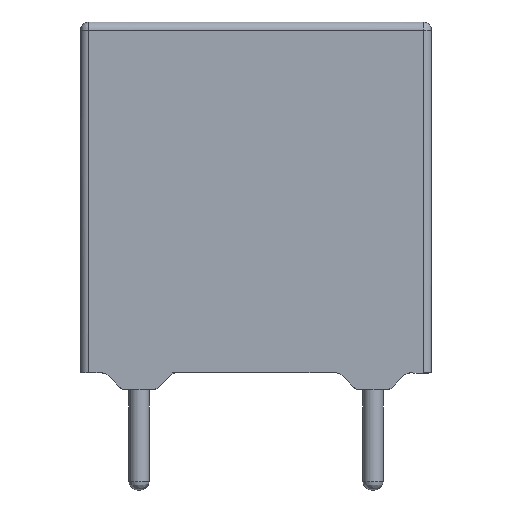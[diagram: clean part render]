
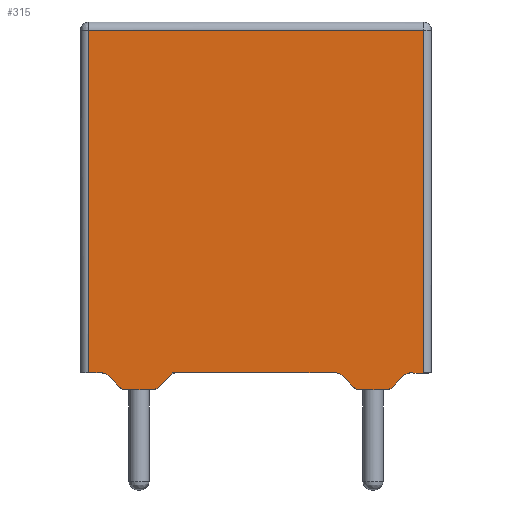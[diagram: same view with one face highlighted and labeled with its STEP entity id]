
A CAD part, front view. The second image highlights one B-rep face of the part: STEP entity #315.
In plain terms, the highlighted planar face has unit normal (0, -1, 0).
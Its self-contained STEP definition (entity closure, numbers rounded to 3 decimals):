
#72=(
BOUNDED_CURVE()
B_SPLINE_CURVE(2,(#2894,#2895,#2896),.UNSPECIFIED.,.F.,.F.)
B_SPLINE_CURVE_WITH_KNOTS((3,3),(0.,0.196),.UNSPECIFIED.)
CURVE()
GEOMETRIC_REPRESENTATION_ITEM()
RATIONAL_B_SPLINE_CURVE((1.,0.924,1.))
REPRESENTATION_ITEM('')
);
#73=(
BOUNDED_CURVE()
B_SPLINE_CURVE(2,(#2909,#2910,#2911),.UNSPECIFIED.,.F.,.F.)
B_SPLINE_CURVE_WITH_KNOTS((3,3),(0.,0.196),.UNSPECIFIED.)
CURVE()
GEOMETRIC_REPRESENTATION_ITEM()
RATIONAL_B_SPLINE_CURVE((1.,0.924,1.))
REPRESENTATION_ITEM('')
);
#75=(
BOUNDED_CURVE()
B_SPLINE_CURVE(2,(#2915,#2916,#2917),.UNSPECIFIED.,.F.,.F.)
B_SPLINE_CURVE_WITH_KNOTS((3,3),(0.,0.196),.UNSPECIFIED.)
CURVE()
GEOMETRIC_REPRESENTATION_ITEM()
RATIONAL_B_SPLINE_CURVE((1.,0.924,1.))
REPRESENTATION_ITEM('')
);
#80=(
BOUNDED_CURVE()
B_SPLINE_CURVE(2,(#2990,#2991,#2992),.UNSPECIFIED.,.F.,.F.)
B_SPLINE_CURVE_WITH_KNOTS((3,3),(0.,0.196),.UNSPECIFIED.)
CURVE()
GEOMETRIC_REPRESENTATION_ITEM()
RATIONAL_B_SPLINE_CURVE((1.,0.924,1.))
REPRESENTATION_ITEM('')
);
#82=(
BOUNDED_CURVE()
B_SPLINE_CURVE(2,(#2995,#2996,#2997),.UNSPECIFIED.,.F.,.F.)
B_SPLINE_CURVE_WITH_KNOTS((3,3),(0.,0.196),.UNSPECIFIED.)
CURVE()
GEOMETRIC_REPRESENTATION_ITEM()
RATIONAL_B_SPLINE_CURVE((1.,0.924,1.))
REPRESENTATION_ITEM('')
);
#84=(
BOUNDED_CURVE()
B_SPLINE_CURVE(2,(#3001,#3002,#3003),.UNSPECIFIED.,.F.,.F.)
B_SPLINE_CURVE_WITH_KNOTS((3,3),(0.,0.196),.UNSPECIFIED.)
CURVE()
GEOMETRIC_REPRESENTATION_ITEM()
RATIONAL_B_SPLINE_CURVE((1.,0.924,1.))
REPRESENTATION_ITEM('')
);
#86=(
BOUNDED_CURVE()
B_SPLINE_CURVE(2,(#3007,#3008,#3009),.UNSPECIFIED.,.F.,.F.)
B_SPLINE_CURVE_WITH_KNOTS((3,3),(0.,0.196),.UNSPECIFIED.)
CURVE()
GEOMETRIC_REPRESENTATION_ITEM()
RATIONAL_B_SPLINE_CURVE((1.,0.924,1.))
REPRESENTATION_ITEM('')
);
#315=ADVANCED_FACE('',(#399),#1856,.T.);
#399=FACE_OUTER_BOUND('',#483,.T.);
#483=EDGE_LOOP('',(#596,#597,#598,#599,#600,#601,#602,#603,#604,#605,#606,
#607,#608,#609,#610,#611,#612,#613,#614));
#596=ORIENTED_EDGE('',*,*,#1233,.F.);
#597=ORIENTED_EDGE('',*,*,#1211,.F.);
#598=ORIENTED_EDGE('',*,*,#1231,.F.);
#599=ORIENTED_EDGE('',*,*,#1210,.F.);
#600=ORIENTED_EDGE('',*,*,#1229,.F.);
#601=ORIENTED_EDGE('',*,*,#1209,.F.);
#602=ORIENTED_EDGE('',*,*,#1227,.F.);
#603=ORIENTED_EDGE('',*,*,#1067,.F.);
#604=ORIENTED_EDGE('',*,*,#1079,.F.);
#605=ORIENTED_EDGE('',*,*,#1080,.F.);
#606=ORIENTED_EDGE('',*,*,#1081,.F.);
#607=ORIENTED_EDGE('',*,*,#1187,.F.);
#608=ORIENTED_EDGE('',*,*,#1205,.F.);
#609=ORIENTED_EDGE('',*,*,#1186,.F.);
#610=ORIENTED_EDGE('',*,*,#1203,.F.);
#611=ORIENTED_EDGE('',*,*,#1185,.F.);
#612=ORIENTED_EDGE('',*,*,#1201,.F.);
#613=ORIENTED_EDGE('',*,*,#1063,.F.);
#614=ORIENTED_EDGE('',*,*,#1212,.F.);
#1063=EDGE_CURVE('',#1600,#1677,#1370,.T.);
#1067=EDGE_CURVE('',#1610,#1706,#1374,.T.);
#1079=EDGE_CURVE('',#1622,#1610,#1386,.T.);
#1080=EDGE_CURVE('',#1623,#1622,#1387,.T.);
#1081=EDGE_CURVE('',#1612,#1623,#1388,.T.);
#1185=EDGE_CURVE('',#1679,#1678,#1443,.T.);
#1186=EDGE_CURVE('',#1681,#1680,#1444,.T.);
#1187=EDGE_CURVE('',#1682,#1612,#1445,.T.);
#1201=EDGE_CURVE('',#1677,#1679,#72,.T.);
#1203=EDGE_CURVE('',#1678,#1681,#73,.T.);
#1205=EDGE_CURVE('',#1680,#1682,#75,.T.);
#1209=EDGE_CURVE('',#1693,#1692,#1460,.T.);
#1210=EDGE_CURVE('',#1695,#1694,#1461,.T.);
#1211=EDGE_CURVE('',#1697,#1696,#1462,.T.);
#1212=EDGE_CURVE('',#1698,#1600,#1463,.T.);
#1227=EDGE_CURVE('',#1706,#1693,#80,.T.);
#1229=EDGE_CURVE('',#1692,#1695,#82,.T.);
#1231=EDGE_CURVE('',#1694,#1697,#84,.T.);
#1233=EDGE_CURVE('',#1696,#1698,#86,.T.);
#1370=B_SPLINE_CURVE_WITH_KNOTS('',1,(#2506,#2507),.UNSPECIFIED.,.F.,.F.,
(2,2),(-4.,-3.146),.UNSPECIFIED.);
#1374=B_SPLINE_CURVE_WITH_KNOTS('',1,(#2514,#2515),.UNSPECIFIED.,.F.,.F.,
(2,2),(-8.667,-8.138),.UNSPECIFIED.);
#1386=B_SPLINE_CURVE_WITH_KNOTS('',1,(#2538,#2539),.UNSPECIFIED.,.F.,.F.,
(2,2),(0.25,10.5),.UNSPECIFIED.);
#1387=B_SPLINE_CURVE_WITH_KNOTS('',1,(#2540,#2541),.UNSPECIFIED.,.F.,.F.,
(2,2),(0.25,10.25),.UNSPECIFIED.);
#1388=B_SPLINE_CURVE_WITH_KNOTS('',1,(#2542,#2543),.UNSPECIFIED.,.F.,.F.,
(2,2),(0.,10.25),.UNSPECIFIED.);
#1443=B_SPLINE_CURVE_WITH_KNOTS('',1,(#2833,#2834),.UNSPECIFIED.,.F.,.F.,
(2,2),(-2.896,-2.104),.UNSPECIFIED.);
#1444=B_SPLINE_CURVE_WITH_KNOTS('',1,(#2835,#2836),.UNSPECIFIED.,.F.,.F.,
(2,2),(-1.854,-1.146),.UNSPECIFIED.);
#1445=B_SPLINE_CURVE_WITH_KNOTS('',1,(#2837,#2838),.UNSPECIFIED.,.F.,.F.,
(2,2),(-0.862,-0.333),.UNSPECIFIED.);
#1460=B_SPLINE_CURVE_WITH_KNOTS('',1,(#2934,#2935),.UNSPECIFIED.,.F.,.F.,
(2,2),(-7.854,-7.146),.UNSPECIFIED.);
#1461=B_SPLINE_CURVE_WITH_KNOTS('',1,(#2936,#2937),.UNSPECIFIED.,.F.,.F.,
(2,2),(-6.896,-6.104),.UNSPECIFIED.);
#1462=B_SPLINE_CURVE_WITH_KNOTS('',1,(#2938,#2939),.UNSPECIFIED.,.F.,.F.,
(2,2),(-5.854,-5.146),.UNSPECIFIED.);
#1463=B_SPLINE_CURVE_WITH_KNOTS('',1,(#2940,#2941),.UNSPECIFIED.,.F.,.F.,
(2,2),(-4.979,-4.),.UNSPECIFIED.);
#1600=VERTEX_POINT('',#2337);
#1610=VERTEX_POINT('',#2347);
#1612=VERTEX_POINT('',#2349);
#1622=VERTEX_POINT('',#2359);
#1623=VERTEX_POINT('',#2360);
#1677=VERTEX_POINT('',#2414);
#1678=VERTEX_POINT('',#2415);
#1679=VERTEX_POINT('',#2416);
#1680=VERTEX_POINT('',#2417);
#1681=VERTEX_POINT('',#2418);
#1682=VERTEX_POINT('',#2419);
#1692=VERTEX_POINT('',#2429);
#1693=VERTEX_POINT('',#2430);
#1694=VERTEX_POINT('',#2431);
#1695=VERTEX_POINT('',#2432);
#1696=VERTEX_POINT('',#2433);
#1697=VERTEX_POINT('',#2434);
#1698=VERTEX_POINT('',#2435);
#1706=VERTEX_POINT('',#2443);
#1856=PLANE('',#1910);
#1910=AXIS2_PLACEMENT_3D('',#2214,#1947,$);
#1947=DIRECTION('',(0.,-1.,0.));
#2214=CARTESIAN_POINT('',(6.563,-2.5,-1.375));
#2337=CARTESIAN_POINT('',(-2.5,-2.5,0.5));
#2347=CARTESIAN_POINT('',(5.,-2.5,0.5));
#2349=CARTESIAN_POINT('',(-5.,-2.5,0.5));
#2359=CARTESIAN_POINT('',(5.,-2.5,10.75));
#2360=CARTESIAN_POINT('',(-5.,-2.5,10.75));
#2414=CARTESIAN_POINT('',(-2.927,-2.5,0.073));
#2415=CARTESIAN_POINT('',(-3.896,-2.5,0.));
#2416=CARTESIAN_POINT('',(-3.104,-2.5,0.));
#2417=CARTESIAN_POINT('',(-4.427,-2.5,0.427));
#2418=CARTESIAN_POINT('',(-4.073,-2.5,0.073));
#2419=CARTESIAN_POINT('',(-4.604,-2.5,0.5));
#2429=CARTESIAN_POINT('',(4.073,-2.5,0.073));
#2430=CARTESIAN_POINT('',(4.427,-2.5,0.427));
#2431=CARTESIAN_POINT('',(3.104,-2.5,0.));
#2432=CARTESIAN_POINT('',(3.896,-2.5,0.));
#2433=CARTESIAN_POINT('',(2.573,-2.5,0.427));
#2434=CARTESIAN_POINT('',(2.927,-2.5,0.073));
#2435=CARTESIAN_POINT('',(2.396,-2.5,0.5));
#2443=CARTESIAN_POINT('',(4.604,-2.5,0.5));
#2506=CARTESIAN_POINT('',(-2.5,-2.5,0.5));
#2507=CARTESIAN_POINT('',(-2.927,-2.5,0.073));
#2514=CARTESIAN_POINT('',(5.,-2.5,0.5));
#2515=CARTESIAN_POINT('',(4.604,-2.5,0.5));
#2538=CARTESIAN_POINT('',(5.,-2.5,10.75));
#2539=CARTESIAN_POINT('',(5.,-2.5,0.5));
#2540=CARTESIAN_POINT('',(-5.,-2.5,10.75));
#2541=CARTESIAN_POINT('',(5.,-2.5,10.75));
#2542=CARTESIAN_POINT('',(-5.,-2.5,0.5));
#2543=CARTESIAN_POINT('',(-5.,-2.5,10.75));
#2833=CARTESIAN_POINT('',(-3.104,-2.5,0.));
#2834=CARTESIAN_POINT('',(-3.896,-2.5,0.));
#2835=CARTESIAN_POINT('',(-4.073,-2.5,0.073));
#2836=CARTESIAN_POINT('',(-4.427,-2.5,0.427));
#2837=CARTESIAN_POINT('',(-4.604,-2.5,0.5));
#2838=CARTESIAN_POINT('',(-5.,-2.5,0.5));
#2894=CARTESIAN_POINT('',(-2.927,-2.5,0.073));
#2895=CARTESIAN_POINT('',(-3.,-2.5,0.));
#2896=CARTESIAN_POINT('',(-3.104,-2.5,0.));
#2909=CARTESIAN_POINT('',(-3.896,-2.5,0.));
#2910=CARTESIAN_POINT('',(-4.,-2.5,0.));
#2911=CARTESIAN_POINT('',(-4.073,-2.5,0.073));
#2915=CARTESIAN_POINT('',(-4.427,-2.5,0.427));
#2916=CARTESIAN_POINT('',(-4.5,-2.5,0.5));
#2917=CARTESIAN_POINT('',(-4.604,-2.5,0.5));
#2934=CARTESIAN_POINT('',(4.427,-2.5,0.427));
#2935=CARTESIAN_POINT('',(4.073,-2.5,0.073));
#2936=CARTESIAN_POINT('',(3.896,-2.5,0.));
#2937=CARTESIAN_POINT('',(3.104,-2.5,0.));
#2938=CARTESIAN_POINT('',(2.927,-2.5,0.073));
#2939=CARTESIAN_POINT('',(2.573,-2.5,0.427));
#2940=CARTESIAN_POINT('',(2.396,-2.5,0.5));
#2941=CARTESIAN_POINT('',(-2.5,-2.5,0.5));
#2990=CARTESIAN_POINT('',(4.604,-2.5,0.5));
#2991=CARTESIAN_POINT('',(4.5,-2.5,0.5));
#2992=CARTESIAN_POINT('',(4.427,-2.5,0.427));
#2995=CARTESIAN_POINT('',(4.073,-2.5,0.073));
#2996=CARTESIAN_POINT('',(4.,-2.5,0.));
#2997=CARTESIAN_POINT('',(3.896,-2.5,0.));
#3001=CARTESIAN_POINT('',(3.104,-2.5,0.));
#3002=CARTESIAN_POINT('',(3.,-2.5,0.));
#3003=CARTESIAN_POINT('',(2.927,-2.5,0.073));
#3007=CARTESIAN_POINT('',(2.573,-2.5,0.427));
#3008=CARTESIAN_POINT('',(2.5,-2.5,0.5));
#3009=CARTESIAN_POINT('',(2.396,-2.5,0.5));
